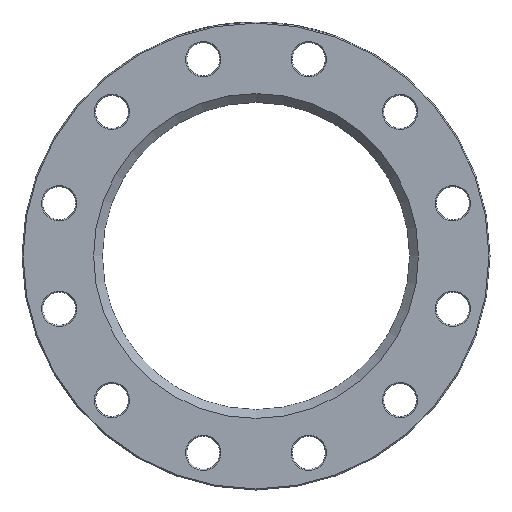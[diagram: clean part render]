
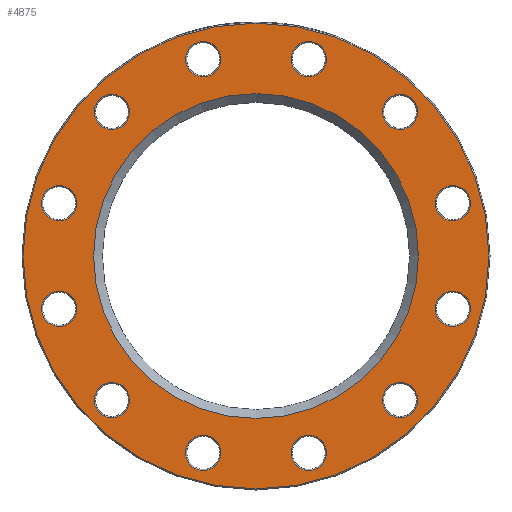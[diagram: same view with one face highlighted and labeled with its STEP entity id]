
A CAD part, left-side view. The second image highlights one B-rep face of the part: STEP entity #4875.
In plain terms, the highlighted planar face has unit normal (-1, 0, 0).
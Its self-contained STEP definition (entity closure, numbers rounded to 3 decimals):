
#53 = CIRCLE ( 'NONE', #6085, 16. ) ;
#83 = EDGE_CURVE ( 'NONE', #5076, #5076, #2760, .T. ) ;
#122 = CIRCLE ( 'NONE', #2031, 16. ) ;
#247 = DIRECTION ( 'NONE',  ( 0., 0., -1. ) ) ;
#296 = DIRECTION ( 'NONE',  ( 1., 0., 0. ) ) ;
#309 = CARTESIAN_POINT ( 'NONE',  ( 0., 130.815, 130.815 ) ) ;
#320 = ORIENTED_EDGE ( 'NONE', *, *, #1262, .T. ) ;
#342 = DIRECTION ( 'NONE',  ( 1., 0., 0. ) ) ;
#360 = DIRECTION ( 'NONE',  ( 0., 0., -1. ) ) ;
#426 = FACE_BOUND ( 'NONE', #2685, .T. ) ;
#497 = VERTEX_POINT ( 'NONE', #3964 ) ;
#512 = CARTESIAN_POINT ( 'NONE',  ( 0., 178.696, -63.882 ) ) ;
#524 = DIRECTION ( 'NONE',  ( 1., 0., 0. ) ) ;
#566 = AXIS2_PLACEMENT_3D ( 'NONE', #309, #4760, #840 ) ;
#726 = DIRECTION ( 'NONE',  ( 0., 0., -1. ) ) ;
#764 = CARTESIAN_POINT ( 'NONE',  ( 0., -130.815, -146.815 ) ) ;
#840 = DIRECTION ( 'NONE',  ( 0., 0., -1. ) ) ;
#867 = CARTESIAN_POINT ( 'NONE',  ( 0., 47.882, 162.696 ) ) ;
#874 = DIRECTION ( 'NONE',  ( 1., 0., 0. ) ) ;
#932 = FACE_BOUND ( 'NONE', #4365, .T. ) ;
#939 = VERTEX_POINT ( 'NONE', #867 ) ;
#968 = PLANE ( 'NONE',  #6310 ) ;
#1059 = EDGE_LOOP ( 'NONE', ( #3913 ) ) ;
#1128 = ORIENTED_EDGE ( 'NONE', *, *, #5599, .T. ) ;
#1137 = DIRECTION ( 'NONE',  ( 1., 0., 0. ) ) ;
#1193 = VERTEX_POINT ( 'NONE', #6301 ) ;
#1250 = ORIENTED_EDGE ( 'NONE', *, *, #2658, .T. ) ;
#1262 = EDGE_CURVE ( 'NONE', #5738, #5738, #5972, .T. ) ;
#1277 = DIRECTION ( 'NONE',  ( 1., 0., 0. ) ) ;
#1279 = CIRCLE ( 'NONE', #4581, 16. ) ;
#1307 = DIRECTION ( 'NONE',  ( 1., 0., 0. ) ) ;
#1517 = CARTESIAN_POINT ( 'NONE',  ( 0., 0., 0. ) ) ;
#1678 = VERTEX_POINT ( 'NONE', #3721 ) ;
#1721 = ORIENTED_EDGE ( 'NONE', *, *, #3623, .T. ) ;
#1737 = EDGE_CURVE ( 'NONE', #3255, #3255, #3936, .T. ) ;
#1756 = CARTESIAN_POINT ( 'NONE',  ( 0., -130.815, 130.815 ) ) ;
#1850 = EDGE_LOOP ( 'NONE', ( #5095 ) ) ;
#1876 = FACE_OUTER_BOUND ( 'NONE', #5383, .T. ) ;
#1914 = FACE_BOUND ( 'NONE', #2704, .T. ) ;
#1947 = ORIENTED_EDGE ( 'NONE', *, *, #4762, .T. ) ;
#1950 = FACE_BOUND ( 'NONE', #4725, .T. ) ;
#1989 = CARTESIAN_POINT ( 'NONE',  ( 0., -47.882, -194.696 ) ) ;
#2031 = AXIS2_PLACEMENT_3D ( 'NONE', #5739, #1137, #726 ) ;
#2073 = DIRECTION ( 'NONE',  ( 0., 0., -1. ) ) ;
#2107 = CARTESIAN_POINT ( 'NONE',  ( 0., 130.815, -130.815 ) ) ;
#2221 = DIRECTION ( 'NONE',  ( 1., 0., 0. ) ) ;
#2319 = CARTESIAN_POINT ( 'NONE',  ( 0., -130.815, -130.815 ) ) ;
#2340 = CARTESIAN_POINT ( 'NONE',  ( 0., 47.882, 178.696 ) ) ;
#2383 = FACE_BOUND ( 'NONE', #5718, .T. ) ;
#2421 = EDGE_LOOP ( 'NONE', ( #5159 ) ) ;
#2461 = CARTESIAN_POINT ( 'NONE',  ( 0., 130.815, 114.815 ) ) ;
#2478 = DIRECTION ( 'NONE',  ( 0., 0., -1. ) ) ;
#2482 = EDGE_LOOP ( 'NONE', ( #1947 ) ) ;
#2577 = AXIS2_PLACEMENT_3D ( 'NONE', #2319, #5802, #360 ) ;
#2579 = AXIS2_PLACEMENT_3D ( 'NONE', #3587, #524, #5182 ) ;
#2607 = CIRCLE ( 'NONE', #3351, 16. ) ;
#2658 = EDGE_CURVE ( 'NONE', #2787, #2787, #5565, .T. ) ;
#2685 = EDGE_LOOP ( 'NONE', ( #3590 ) ) ;
#2697 = CARTESIAN_POINT ( 'NONE',  ( 0., 178.696, -47.882 ) ) ;
#2704 = EDGE_LOOP ( 'NONE', ( #5670 ) ) ;
#2753 = AXIS2_PLACEMENT_3D ( 'NONE', #5743, #2221, #2073 ) ;
#2760 = CIRCLE ( 'NONE', #5946, 16. ) ;
#2787 = VERTEX_POINT ( 'NONE', #5253 ) ;
#2883 = FACE_BOUND ( 'NONE', #3151, .T. ) ;
#2926 = VERTEX_POINT ( 'NONE', #3493 ) ;
#2994 = VERTEX_POINT ( 'NONE', #2461 ) ;
#3023 = FACE_BOUND ( 'NONE', #4587, .T. ) ;
#3113 = CIRCLE ( 'NONE', #5558, 16. ) ;
#3151 = EDGE_LOOP ( 'NONE', ( #5458 ) ) ;
#3194 = AXIS2_PLACEMENT_3D ( 'NONE', #2107, #3645, #6124 ) ;
#3206 = CIRCLE ( 'NONE', #2579, 16. ) ;
#3207 = EDGE_CURVE ( 'NONE', #1678, #1678, #1279, .T. ) ;
#3255 = VERTEX_POINT ( 'NONE', #4789 ) ;
#3325 = CARTESIAN_POINT ( 'NONE',  ( 0., 130.815, -146.815 ) ) ;
#3351 = AXIS2_PLACEMENT_3D ( 'NONE', #3354, #296, #4816 ) ;
#3354 = CARTESIAN_POINT ( 'NONE',  ( 0., -47.882, -178.696 ) ) ;
#3384 = CARTESIAN_POINT ( 'NONE',  ( 0., 139.5, 0. ) ) ;
#3416 = AXIS2_PLACEMENT_3D ( 'NONE', #4328, #342, #5432 ) ;
#3420 = EDGE_CURVE ( 'NONE', #1193, #1193, #6255, .T. ) ;
#3422 = FACE_BOUND ( 'NONE', #2421, .T. ) ;
#3493 = CARTESIAN_POINT ( 'NONE',  ( 0., 0., -211.5 ) ) ;
#3513 = DIRECTION ( 'NONE',  ( -1., 0., 0. ) ) ;
#3587 = CARTESIAN_POINT ( 'NONE',  ( 0., 47.882, -178.696 ) ) ;
#3590 = ORIENTED_EDGE ( 'NONE', *, *, #83, .T. ) ;
#3623 = EDGE_CURVE ( 'NONE', #4320, #4320, #122, .T. ) ;
#3645 = DIRECTION ( 'NONE',  ( 1., 0., 0. ) ) ;
#3692 = EDGE_LOOP ( 'NONE', ( #6357 ) ) ;
#3721 = CARTESIAN_POINT ( 'NONE',  ( 0., -178.696, -63.882 ) ) ;
#3806 = AXIS2_PLACEMENT_3D ( 'NONE', #1517, #3513, #2478 ) ;
#3821 = CARTESIAN_POINT ( 'NONE',  ( 0., 178.696, 31.882 ) ) ;
#3862 = EDGE_CURVE ( 'NONE', #5841, #5841, #5543, .T. ) ;
#3891 = CARTESIAN_POINT ( 'NONE',  ( 0., -130.815, 114.815 ) ) ;
#3913 = ORIENTED_EDGE ( 'NONE', *, *, #5699, .T. ) ;
#3920 = FACE_BOUND ( 'NONE', #3692, .T. ) ;
#3928 = DIRECTION ( 'NONE',  ( 0., 0., -1. ) ) ;
#3936 = CIRCLE ( 'NONE', #2753, 16. ) ;
#3946 = AXIS2_PLACEMENT_3D ( 'NONE', #4499, #874, #5035 ) ;
#3964 = CARTESIAN_POINT ( 'NONE',  ( 0., 47.882, -194.696 ) ) ;
#4097 = EDGE_CURVE ( 'NONE', #939, #939, #53, .T. ) ;
#4223 = DIRECTION ( 'NONE',  ( 1., 0., 0. ) ) ;
#4320 = VERTEX_POINT ( 'NONE', #3821 ) ;
#4328 = CARTESIAN_POINT ( 'NONE',  ( 0., -47.882, 178.696 ) ) ;
#4365 = EDGE_LOOP ( 'NONE', ( #1128 ) ) ;
#4370 = DIRECTION ( 'NONE',  ( 0., 0., -1. ) ) ;
#4416 = FACE_BOUND ( 'NONE', #2482, .T. ) ;
#4486 = FACE_BOUND ( 'NONE', #1059, .T. ) ;
#4494 = DIRECTION ( 'NONE',  ( 1., 0., 0. ) ) ;
#4499 = CARTESIAN_POINT ( 'NONE',  ( 0., 0., 0. ) ) ;
#4523 = FACE_BOUND ( 'NONE', #5712, .T. ) ;
#4562 = CIRCLE ( 'NONE', #3806, 211.5 ) ;
#4581 = AXIS2_PLACEMENT_3D ( 'NONE', #5525, #4494, #3928 ) ;
#4587 = EDGE_LOOP ( 'NONE', ( #5812 ) ) ;
#4725 = EDGE_LOOP ( 'NONE', ( #1721 ) ) ;
#4760 = DIRECTION ( 'NONE',  ( 1., 0., 0. ) ) ;
#4762 = EDGE_CURVE ( 'NONE', #5982, #5982, #2607, .T. ) ;
#4789 = CARTESIAN_POINT ( 'NONE',  ( 0., -178.696, 31.882 ) ) ;
#4816 = DIRECTION ( 'NONE',  ( 0., 0., -1. ) ) ;
#4875 = ADVANCED_FACE ( 'NONE', ( #2383, #1876, #4486, #3920, #3023, #932, #6462, #1914, #4523, #4416, #2883, #3422, #426, #1950 ), #968, .F. ) ;
#4930 = ORIENTED_EDGE ( 'NONE', *, *, #6477, .T. ) ;
#5035 = DIRECTION ( 'NONE',  ( 0., 0., -1. ) ) ;
#5058 = VERTEX_POINT ( 'NONE', #3891 ) ;
#5076 = VERTEX_POINT ( 'NONE', #512 ) ;
#5095 = ORIENTED_EDGE ( 'NONE', *, *, #1737, .T. ) ;
#5159 = ORIENTED_EDGE ( 'NONE', *, *, #3862, .T. ) ;
#5182 = DIRECTION ( 'NONE',  ( 0., 0., -1. ) ) ;
#5253 = CARTESIAN_POINT ( 'NONE',  ( 0., 0., -147.5 ) ) ;
#5297 = DIRECTION ( 'NONE',  ( 0., 0., -1. ) ) ;
#5345 = CIRCLE ( 'NONE', #566, 16. ) ;
#5383 = EDGE_LOOP ( 'NONE', ( #4930 ) ) ;
#5432 = DIRECTION ( 'NONE',  ( 0., 0., -1. ) ) ;
#5458 = ORIENTED_EDGE ( 'NONE', *, *, #6058, .T. ) ;
#5518 = DIRECTION ( 'NONE',  ( 1., 0., 0. ) ) ;
#5525 = CARTESIAN_POINT ( 'NONE',  ( 0., -178.696, -47.882 ) ) ;
#5543 = CIRCLE ( 'NONE', #3194, 16. ) ;
#5558 = AXIS2_PLACEMENT_3D ( 'NONE', #1756, #4223, #5297 ) ;
#5565 = CIRCLE ( 'NONE', #3946, 147.5 ) ;
#5599 = EDGE_CURVE ( 'NONE', #5058, #5058, #3113, .T. ) ;
#5670 = ORIENTED_EDGE ( 'NONE', *, *, #3207, .T. ) ;
#5699 = EDGE_CURVE ( 'NONE', #2994, #2994, #5345, .T. ) ;
#5712 = EDGE_LOOP ( 'NONE', ( #320 ) ) ;
#5718 = EDGE_LOOP ( 'NONE', ( #1250 ) ) ;
#5738 = VERTEX_POINT ( 'NONE', #764 ) ;
#5739 = CARTESIAN_POINT ( 'NONE',  ( 0., 178.696, 47.882 ) ) ;
#5743 = CARTESIAN_POINT ( 'NONE',  ( 0., -178.696, 47.882 ) ) ;
#5802 = DIRECTION ( 'NONE',  ( 1., 0., 0. ) ) ;
#5812 = ORIENTED_EDGE ( 'NONE', *, *, #3420, .T. ) ;
#5841 = VERTEX_POINT ( 'NONE', #3325 ) ;
#5937 = DIRECTION ( 'NONE',  ( 0., 0., -1. ) ) ;
#5946 = AXIS2_PLACEMENT_3D ( 'NONE', #2697, #1307, #247 ) ;
#5972 = CIRCLE ( 'NONE', #2577, 16. ) ;
#5982 = VERTEX_POINT ( 'NONE', #1989 ) ;
#6058 = EDGE_CURVE ( 'NONE', #497, #497, #3206, .T. ) ;
#6085 = AXIS2_PLACEMENT_3D ( 'NONE', #2340, #1277, #4370 ) ;
#6124 = DIRECTION ( 'NONE',  ( 0., 0., -1. ) ) ;
#6255 = CIRCLE ( 'NONE', #3416, 16. ) ;
#6301 = CARTESIAN_POINT ( 'NONE',  ( 0., -47.882, 162.696 ) ) ;
#6310 = AXIS2_PLACEMENT_3D ( 'NONE', #3384, #5518, #5937 ) ;
#6357 = ORIENTED_EDGE ( 'NONE', *, *, #4097, .T. ) ;
#6462 = FACE_BOUND ( 'NONE', #1850, .T. ) ;
#6477 = EDGE_CURVE ( 'NONE', #2926, #2926, #4562, .T. ) ;
